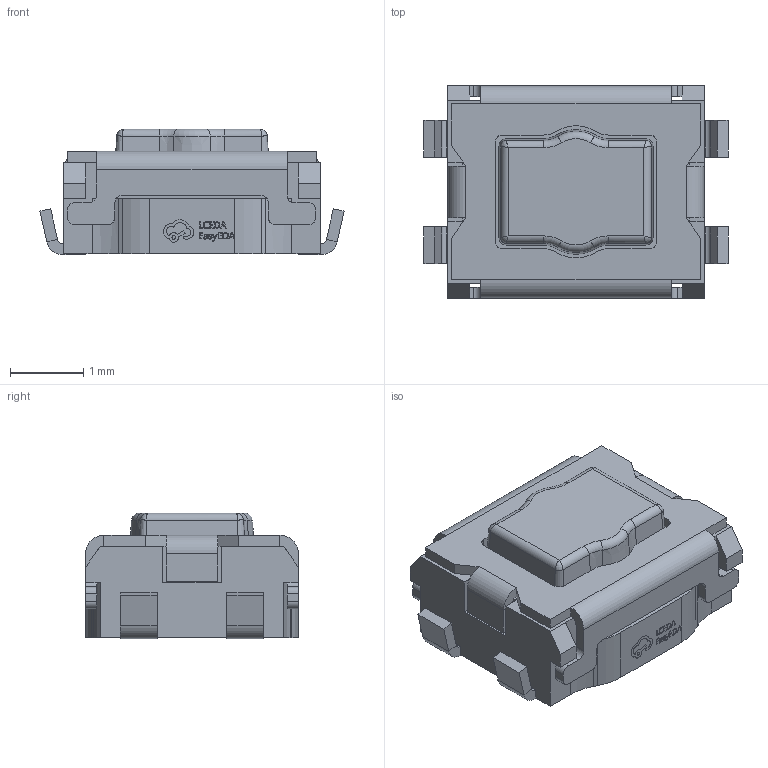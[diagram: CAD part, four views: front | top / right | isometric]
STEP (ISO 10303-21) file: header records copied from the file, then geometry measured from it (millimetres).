
FILE_DESCRIPTION (( 'STEP AP214' ), '1' );
FILE_NAME ('KEY-SMD_4P-L3.5-W2.9-H1.7-LS4.3-P1.45.step', '2022-07-02T14:59:05', ( '' ), ( '' ), 'SwSTEP 2.0', 'SolidWorks 2020', '' );
FILE_SCHEMA (( 'AUTOMOTIVE_DESIGN' ));
Length unit declared in the file: millimetre
Products named in the file (1): KEY-SMD_4P-L3.5-W2.9-H1.7-LS4.3-P1.45
Bounding box: 4.15 x 2.9 x 1.71 mm (x, y, z)
Volume: 14.4 mm3; surface area: 55.2 mm2
Topology: 1 solids, 1 shells, 511 faces, 1415 edges, 922 vertices
Faces by surface type: plane 319, bspline 116, cylinder 60, cone 10, torus 6
Entity records: 23932 total; most frequent: CARTESIAN_POINT 5951, ORIENTED_EDGE 2822, DIRECTION 2097, EDGE_CURVE 1411, VECTOR 1021, LINE 1021, VERTEX_POINT 922, EDGE_LOOP 539
